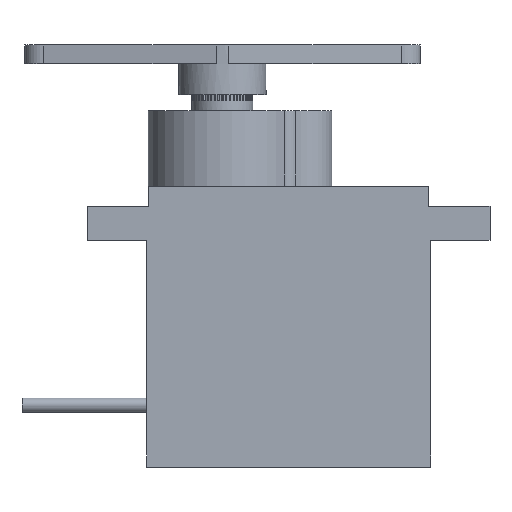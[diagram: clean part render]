
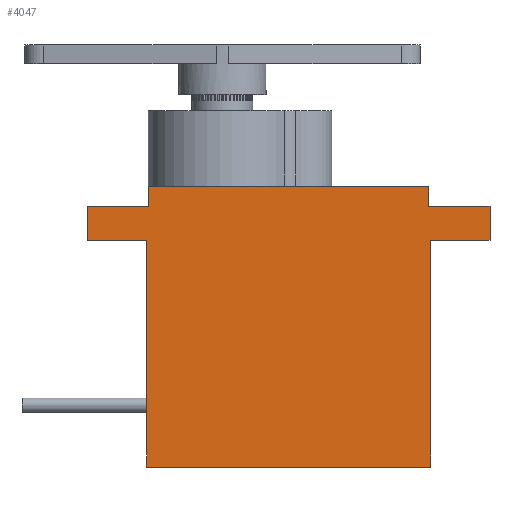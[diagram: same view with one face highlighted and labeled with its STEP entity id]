
A CAD part, front view. The second image highlights one B-rep face of the part: STEP entity #4047.
In plain terms, the highlighted face is planar.
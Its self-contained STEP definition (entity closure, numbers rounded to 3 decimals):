
#262=FACE_OUTER_BOUND('',#477,.T.);
#477=EDGE_LOOP('',(#2693,#2694,#2695,#2696,#2697,#2698,#2699,#2700,#2701,
#2702,#2703,#2704));
#730=LINE('',#5909,#1178);
#735=LINE('',#5924,#1183);
#744=LINE('',#5943,#1192);
#750=LINE('',#5956,#1198);
#754=LINE('',#5963,#1202);
#756=LINE('',#5968,#1204);
#757=LINE('',#5970,#1205);
#758=LINE('',#5972,#1206);
#759=LINE('',#5973,#1207);
#760=LINE('',#5975,#1208);
#761=LINE('',#5977,#1209);
#762=LINE('',#5978,#1210);
#1178=VECTOR('',#4683,4.91);
#1183=VECTOR('',#4694,4.91);
#1192=VECTOR('',#4709,4.76);
#1198=VECTOR('',#4719,4.76);
#1202=VECTOR('',#4727,2.74);
#1204=VECTOR('',#4735,2.74);
#1205=VECTOR('',#4736,18.2);
#1206=VECTOR('',#4737,22.83);
#1207=VECTOR('',#4738,18.2);
#1208=VECTOR('',#4739,1.63);
#1209=VECTOR('',#4740,22.53);
#1210=VECTOR('',#4741,1.63);
#1625=VERTEX_POINT('',#5906);
#1626=VERTEX_POINT('',#5908);
#1632=VERTEX_POINT('',#5921);
#1633=VERTEX_POINT('',#5923);
#1639=VERTEX_POINT('',#5940);
#1640=VERTEX_POINT('',#5942);
#1644=VERTEX_POINT('',#5953);
#1645=VERTEX_POINT('',#5955);
#1647=VERTEX_POINT('',#5969);
#1648=VERTEX_POINT('',#5971);
#1649=VERTEX_POINT('',#5974);
#1650=VERTEX_POINT('',#5976);
#2033=EDGE_CURVE('',#1625,#1626,#730,.T.);
#2040=EDGE_CURVE('',#1632,#1633,#735,.T.);
#2050=EDGE_CURVE('',#1640,#1639,#744,.T.);
#2057=EDGE_CURVE('',#1645,#1644,#750,.T.);
#2061=EDGE_CURVE('',#1639,#1626,#754,.T.);
#2063=EDGE_CURVE('',#1645,#1632,#756,.T.);
#2064=EDGE_CURVE('',#1644,#1647,#757,.T.);
#2065=EDGE_CURVE('',#1647,#1648,#758,.T.);
#2066=EDGE_CURVE('',#1648,#1640,#759,.T.);
#2067=EDGE_CURVE('',#1625,#1649,#760,.T.);
#2068=EDGE_CURVE('',#1650,#1649,#761,.T.);
#2069=EDGE_CURVE('',#1633,#1650,#762,.T.);
#2693=ORIENTED_EDGE('',*,*,#2040,.F.);
#2694=ORIENTED_EDGE('',*,*,#2063,.F.);
#2695=ORIENTED_EDGE('',*,*,#2057,.T.);
#2696=ORIENTED_EDGE('',*,*,#2064,.T.);
#2697=ORIENTED_EDGE('',*,*,#2065,.T.);
#2698=ORIENTED_EDGE('',*,*,#2066,.T.);
#2699=ORIENTED_EDGE('',*,*,#2050,.T.);
#2700=ORIENTED_EDGE('',*,*,#2061,.T.);
#2701=ORIENTED_EDGE('',*,*,#2033,.F.);
#2702=ORIENTED_EDGE('',*,*,#2067,.T.);
#2703=ORIENTED_EDGE('',*,*,#2068,.F.);
#2704=ORIENTED_EDGE('',*,*,#2069,.F.);
#3860=PLANE('',#4293);
#4047=ADVANCED_FACE('',(#262),#3860,.T.);
#4293=AXIS2_PLACEMENT_3D('',#5967,#4733,#4734);
#4683=DIRECTION('',(1.,0.,0.));
#4694=DIRECTION('',(1.,0.,0.));
#4709=DIRECTION('',(1.,0.,0.));
#4719=DIRECTION('',(1.,0.,0.));
#4727=DIRECTION('',(0.,1.,0.));
#4733=DIRECTION('center_axis',(0.,0.,1.));
#4734=DIRECTION('ref_axis',(1.,0.,0.));
#4735=DIRECTION('',(0.,1.,0.));
#4736=DIRECTION('',(0.,-1.,0.));
#4737=DIRECTION('',(1.,0.,0.));
#4738=DIRECTION('',(0.,1.,0.));
#4739=DIRECTION('',(0.,1.,0.));
#4740=DIRECTION('',(1.,0.,0.));
#4741=DIRECTION('',(0.,1.,0.));
#5906=CARTESIAN_POINT('',(11.265,11.84,6.09));
#5908=CARTESIAN_POINT('',(16.175,11.84,6.09));
#5909=CARTESIAN_POINT('',(11.265,11.84,6.09));
#5921=CARTESIAN_POINT('',(-16.175,11.84,6.09));
#5923=CARTESIAN_POINT('',(-11.265,11.84,6.09));
#5924=CARTESIAN_POINT('',(-16.175,11.84,6.09));
#5940=CARTESIAN_POINT('',(16.175,9.1,6.09));
#5942=CARTESIAN_POINT('',(11.415,9.1,6.09));
#5943=CARTESIAN_POINT('',(11.415,9.1,6.09));
#5953=CARTESIAN_POINT('',(-11.415,9.1,6.09));
#5955=CARTESIAN_POINT('',(-16.175,9.1,6.09));
#5956=CARTESIAN_POINT('',(-16.175,9.1,6.09));
#5963=CARTESIAN_POINT('',(16.175,9.1,6.09));
#5967=CARTESIAN_POINT('Origin',(0.,0.,6.09));
#5968=CARTESIAN_POINT('',(-16.175,9.1,6.09));
#5969=CARTESIAN_POINT('',(-11.415,-9.1,6.09));
#5970=CARTESIAN_POINT('',(-11.415,9.1,6.09));
#5971=CARTESIAN_POINT('',(11.415,-9.1,6.09));
#5972=CARTESIAN_POINT('',(-11.415,-9.1,6.09));
#5973=CARTESIAN_POINT('',(11.415,-9.1,6.09));
#5974=CARTESIAN_POINT('',(11.265,13.47,6.09));
#5975=CARTESIAN_POINT('',(11.265,11.84,6.09));
#5976=CARTESIAN_POINT('',(-11.265,13.47,6.09));
#5977=CARTESIAN_POINT('',(-11.265,13.47,6.09));
#5978=CARTESIAN_POINT('',(-11.265,11.84,6.09));
